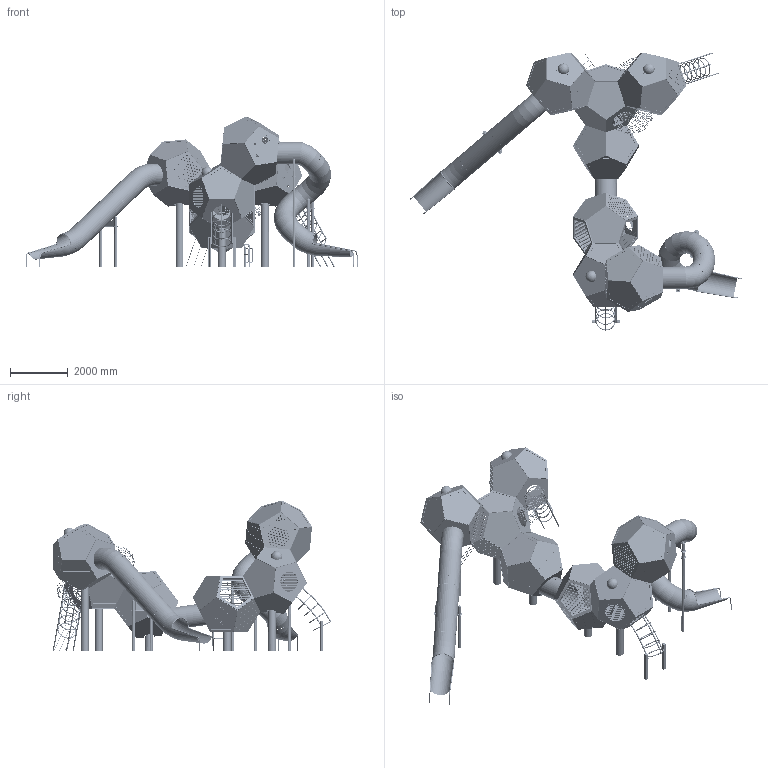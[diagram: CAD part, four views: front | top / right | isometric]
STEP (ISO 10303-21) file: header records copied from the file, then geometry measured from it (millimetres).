
FILE_DESCRIPTION(('STEP AP203'), '1');
FILE_NAME('èãðîâîé êîìïëåêñ', '', ('UNSPECIFIED'), ('UNSPECIFIED'), 'C3D Converter', 'C3D Toolkit', '');
FILE_SCHEMA(('CONFIG_CONTROL_DESIGN'));
Length unit declared in the file: millimetre
Products named in the file (251): ИК-222.02.00; НФ-00000745; ИК-222.03.00; ИК-222.04.00; ИК-222.05.00; ИК-222.06.00; ИК-222.07.00; ИК-222.08.00; ИК-222.09.00; ИК-222.10.00; ИК-222.11.00; ИК-222.12.00; ИК-222.13.00; ИК-222.14.00; ИК-222.15.00; ИК-222.16.00; ИК-222.17.00; ИК-222.18.00; ИК-222.19.00; ИК-22.21.00; ИК-222.22.00; ИК-222.23.00; ИК-222.20.00; ИК-222.20.00-01; -01; ИК-222.24.00; ИК-222.25.00; ИК-222.26.00; ИК-222.26.00-01; ИК-222.27.00; ИК-222.28.00; ИК-222.29.00; ИК-222.76.00-3020; ИК-222.66.00-7024; ИК-222.67.00-7024; СО-204-00.03.01; ИК-222.75.00-1023; ИК-222.31.00; -7024; СО-205-00.02.01 ...
Assembly tree (434 placements, depth 4):
  (unnamed)
    ИК-222.02.00  x2
      (unnamed)
      НФ-00000745
    ИК-222.03.00  x2
      (unnamed)
      (unnamed)
    ИК-222.04.00  x4
      (unnamed)
    ИК-222.05.00  x2
      (unnamed)
    ИК-222.06.00  x2
      (unnamed)
    ИК-222.07.00  x3
      (unnamed)
    ИК-222.08.00  x4
      (unnamed)
      (unnamed)
      (unnamed)
      (unnamed)
    ИК-222.09.00  x2
      (unnamed)
      (unnamed)
      (unnamed)
      (unnamed)
      (unnamed)
    ИК-222.10.00  x6
      (unnamed)
      (unnamed)
    ИК-222.11.00  x6
      (unnamed)
    ИК-222.12.00  x2
      (unnamed)
      (unnamed)
    ИК-222.13.00
      (unnamed)
      (unnamed)
    ИК-222.14.00  x2
      (unnamed)
    ИК-222.15.00  x2
      (unnamed)
    ИК-222.16.00  x2
      (unnamed)
      (unnamed)
    ИК-222.17.00
      (unnamed)
    ИК-222.18.00
      (unnamed)
    ИК-222.19.00
      (unnamed)
    ИК-22.21.00
      (unnamed)
    ИК-222.22.00  x2
      (unnamed)
      (unnamed)
      (unnamed)
      (unnamed)
      (unnamed)
      (unnamed)
    ИК-222.19.00
Bounding box: 11505.56 x 9665.45 x 5230.78 mm (x, y, z)
Volume: 1517166525.1 mm3; surface area: 324154760.8 mm2
Topology: 524 solids, 535 shells, 5770 faces, 13710 edges, 9049 vertices
Faces by surface type: plane 3225, cylinder 2046, torus 242, extrusion 135, bspline 80, sphere 38, revolution 2, cone 2
Full cylindrical faces by diameter (mm): 4 x8, 5 x2, 6 x34, 6.5 x115, 7 x3, 16 x39, 21 x26, 21.4 x12, 23 x2, 27 x36, 27.1 x2, 28.4 x14, 33.5 x2, 34 x14, 36.4 x4, 42 x4, 50 x475, 81 x5, 85 x4, 89 x5, 94 x5, 95 x4, 100 x2, 102 x10, 140 x4, 180 x2, 250 x2, 260 x2, 263 x6, 273 x6
Entity records: 109379 total; most frequent: CARTESIAN_POINT 24169, DIRECTION 11272, ORIENTED_EDGE 9526, EDGE_CURVE 4763, AXIS2_PLACEMENT_3D 4340, EDGE_LOOP 3497, VERTEX_POINT 3448, VECTOR 2591
